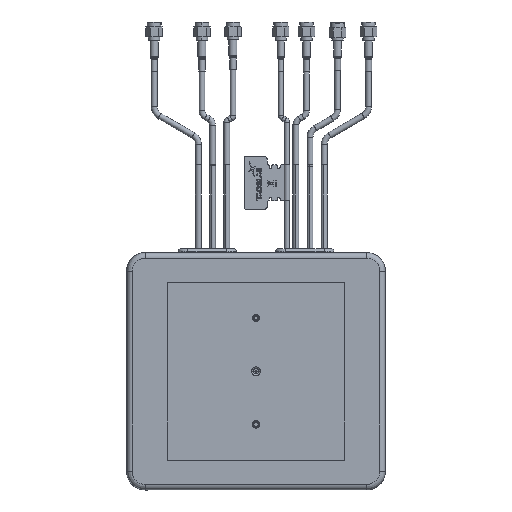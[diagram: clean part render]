
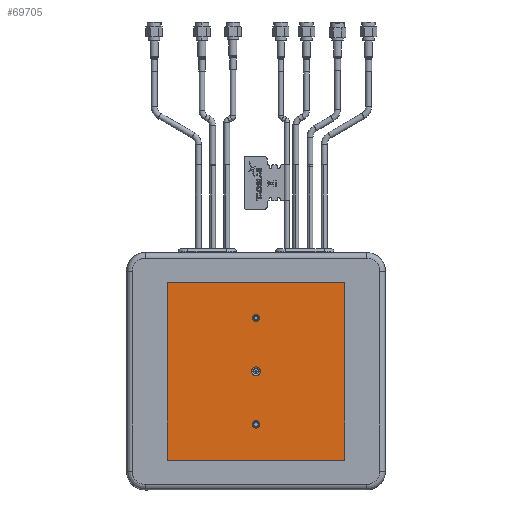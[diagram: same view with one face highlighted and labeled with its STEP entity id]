
A CAD part, front view. The second image highlights one B-rep face of the part: STEP entity #69705.
In plain terms, the highlighted planar face has unit normal (0, -1, 0).
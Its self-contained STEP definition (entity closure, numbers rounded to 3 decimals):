
#747 = FACE_BOUND ( 'NONE', #45885, .T. ) ;
#1608 = EDGE_LOOP ( 'NONE', ( #18677, #24803, #45681, #66995 ) ) ;
#4453 = EDGE_CURVE ( 'NONE', #54198, #5599, #14848, .T. ) ;
#5599 = VERTEX_POINT ( 'NONE', #10192 ) ;
#6263 = VERTEX_POINT ( 'NONE', #20338 ) ;
#6290 = CARTESIAN_POINT ( 'NONE',  ( -2.679, -11.132, 116.048 ) ) ;
#6431 = CARTESIAN_POINT ( 'NONE',  ( -2.679, -11.132, 176.048 ) ) ;
#7115 = DIRECTION ( 'NONE',  ( 0., -1., 0. ) ) ;
#8631 = ORIENTED_EDGE ( 'NONE', *, *, #20572, .F. ) ;
#10192 = CARTESIAN_POINT ( 'NONE',  ( -4.779, -11.132, 116.048 ) ) ;
#11073 = DIRECTION ( 'NONE',  ( 0., 0., 1. ) ) ;
#12064 = EDGE_CURVE ( 'NONE', #5599, #54198, #18367, .T. ) ;
#13184 = CARTESIAN_POINT ( 'NONE',  ( -0.579, -11.132, 116.048 ) ) ;
#13650 = CARTESIAN_POINT ( 'NONE',  ( 47.521, -11.132, 196.248 ) ) ;
#14848 = CIRCLE ( 'NONE', #52348, 2.1 ) ;
#15231 = CARTESIAN_POINT ( 'NONE',  ( 47.521, -11.132, 95.848 ) ) ;
#17204 = LINE ( 'NONE', #39291, #48407 ) ;
#17279 = DIRECTION ( 'NONE',  ( 1., 0., 0. ) ) ;
#18181 = VERTEX_POINT ( 'NONE', #57923 ) ;
#18314 = CIRCLE ( 'NONE', #49043, 2.5 ) ;
#18367 = CIRCLE ( 'NONE', #69533, 2.1 ) ;
#18674 = EDGE_LOOP ( 'NONE', ( #65615, #30825 ) ) ;
#18677 = ORIENTED_EDGE ( 'NONE', *, *, #31900, .T. ) ;
#19675 = VECTOR ( 'NONE', #11073, 1000. ) ;
#19756 = VECTOR ( 'NONE', #68098, 1000. ) ;
#20338 = CARTESIAN_POINT ( 'NONE',  ( -0.579, -11.132, 176.048 ) ) ;
#20358 = CARTESIAN_POINT ( 'NONE',  ( -52.879, -11.132, 196.248 ) ) ;
#20572 = EDGE_CURVE ( 'NONE', #20733, #6263, #66745, .T. ) ;
#20733 = VERTEX_POINT ( 'NONE', #23793 ) ;
#21025 = CARTESIAN_POINT ( 'NONE',  ( -5.179, -11.132, 146.048 ) ) ;
#22058 = CARTESIAN_POINT ( 'NONE',  ( 47.521, -11.132, 196.248 ) ) ;
#23645 = EDGE_LOOP ( 'NONE', ( #66665, #69617 ) ) ;
#23793 = CARTESIAN_POINT ( 'NONE',  ( -4.779, -11.132, 176.048 ) ) ;
#24803 = ORIENTED_EDGE ( 'NONE', *, *, #63372, .T. ) ;
#26993 = AXIS2_PLACEMENT_3D ( 'NONE', #50924, #56964, #51957 ) ;
#28289 = EDGE_CURVE ( 'NONE', #36634, #34972, #53776, .T. ) ;
#28413 = FACE_BOUND ( 'NONE', #18674, .T. ) ;
#30825 = ORIENTED_EDGE ( 'NONE', *, *, #12064, .F. ) ;
#31080 = DIRECTION ( 'NONE',  ( 0., -1., 0. ) ) ;
#31900 = EDGE_CURVE ( 'NONE', #52159, #40885, #17204, .T. ) ;
#32473 = CARTESIAN_POINT ( 'NONE',  ( -2.679, -11.132, 116.048 ) ) ;
#32745 = AXIS2_PLACEMENT_3D ( 'NONE', #46956, #68600, #36600 ) ;
#33271 = DIRECTION ( 'NONE',  ( 0., -1., 0. ) ) ;
#33409 = FACE_OUTER_BOUND ( 'NONE', #1608, .T. ) ;
#34972 = VERTEX_POINT ( 'NONE', #13650 ) ;
#35812 = VECTOR ( 'NONE', #63775, 1000. ) ;
#36600 = DIRECTION ( 'NONE',  ( 1., 0., 0. ) ) ;
#36634 = VERTEX_POINT ( 'NONE', #15231 ) ;
#39291 = CARTESIAN_POINT ( 'NONE',  ( -52.879, -11.132, 196.248 ) ) ;
#40005 = VERTEX_POINT ( 'NONE', #21025 ) ;
#40746 = LINE ( 'NONE', #57140, #19756 ) ;
#40885 = VERTEX_POINT ( 'NONE', #47140 ) ;
#41467 = CARTESIAN_POINT ( 'NONE',  ( -2.679, -11.132, 146.048 ) ) ;
#43139 = DIRECTION ( 'NONE',  ( 1., 0., 0. ) ) ;
#44277 = DIRECTION ( 'NONE',  ( 0., -1., 0. ) ) ;
#45220 = AXIS2_PLACEMENT_3D ( 'NONE', #6431, #7115, #66867 ) ;
#45556 = PLANE ( 'NONE',  #32745 ) ;
#45681 = ORIENTED_EDGE ( 'NONE', *, *, #28289, .T. ) ;
#45885 = EDGE_LOOP ( 'NONE', ( #69770, #8631 ) ) ;
#46180 = CARTESIAN_POINT ( 'NONE',  ( -52.879, -11.132, 196.248 ) ) ;
#46956 = CARTESIAN_POINT ( 'NONE',  ( -2.679, -11.132, 146.048 ) ) ;
#47140 = CARTESIAN_POINT ( 'NONE',  ( -52.879, -11.132, 95.848 ) ) ;
#47444 = LINE ( 'NONE', #20358, #35812 ) ;
#47506 = CIRCLE ( 'NONE', #26993, 2.1 ) ;
#48407 = VECTOR ( 'NONE', #60961, 1000. ) ;
#49043 = AXIS2_PLACEMENT_3D ( 'NONE', #41467, #31080, #57842 ) ;
#50882 = FACE_BOUND ( 'NONE', #23645, .T. ) ;
#50924 = CARTESIAN_POINT ( 'NONE',  ( -2.679, -11.132, 176.048 ) ) ;
#51957 = DIRECTION ( 'NONE',  ( 1., 0., 0. ) ) ;
#52159 = VERTEX_POINT ( 'NONE', #46180 ) ;
#52348 = AXIS2_PLACEMENT_3D ( 'NONE', #32473, #44277, #54235 ) ;
#53776 = LINE ( 'NONE', #22058, #19675 ) ;
#54198 = VERTEX_POINT ( 'NONE', #13184 ) ;
#54235 = DIRECTION ( 'NONE',  ( 1., 0., 0. ) ) ;
#54870 = EDGE_CURVE ( 'NONE', #40005, #18181, #59048, .T. ) ;
#56792 = AXIS2_PLACEMENT_3D ( 'NONE', #68091, #69792, #43139 ) ;
#56964 = DIRECTION ( 'NONE',  ( 0., -1., 0. ) ) ;
#57140 = CARTESIAN_POINT ( 'NONE',  ( -52.879, -11.132, 95.848 ) ) ;
#57842 = DIRECTION ( 'NONE',  ( 1., 0., 0. ) ) ;
#57923 = CARTESIAN_POINT ( 'NONE',  ( -0.179, -11.132, 146.048 ) ) ;
#57960 = EDGE_CURVE ( 'NONE', #18181, #40005, #18314, .T. ) ;
#59048 = CIRCLE ( 'NONE', #56792, 2.5 ) ;
#60961 = DIRECTION ( 'NONE',  ( 0., 0., -1. ) ) ;
#61329 = EDGE_CURVE ( 'NONE', #34972, #52159, #47444, .T. ) ;
#63372 = EDGE_CURVE ( 'NONE', #40885, #36634, #40746, .T. ) ;
#63775 = DIRECTION ( 'NONE',  ( -1., 0., 0. ) ) ;
#65615 = ORIENTED_EDGE ( 'NONE', *, *, #4453, .F. ) ;
#66665 = ORIENTED_EDGE ( 'NONE', *, *, #57960, .F. ) ;
#66745 = CIRCLE ( 'NONE', #45220, 2.1 ) ;
#66867 = DIRECTION ( 'NONE',  ( 1., 0., 0. ) ) ;
#66995 = ORIENTED_EDGE ( 'NONE', *, *, #61329, .T. ) ;
#67733 = EDGE_CURVE ( 'NONE', #6263, #20733, #47506, .T. ) ;
#68091 = CARTESIAN_POINT ( 'NONE',  ( -2.679, -11.132, 146.048 ) ) ;
#68098 = DIRECTION ( 'NONE',  ( 1., 0., 0. ) ) ;
#68600 = DIRECTION ( 'NONE',  ( 0., -1., 0. ) ) ;
#69533 = AXIS2_PLACEMENT_3D ( 'NONE', #6290, #33271, #17279 ) ;
#69617 = ORIENTED_EDGE ( 'NONE', *, *, #54870, .F. ) ;
#69705 = ADVANCED_FACE ( 'NONE', ( #50882, #747, #28413, #33409 ), #45556, .T. ) ;
#69770 = ORIENTED_EDGE ( 'NONE', *, *, #67733, .F. ) ;
#69792 = DIRECTION ( 'NONE',  ( 0., -1., 0. ) ) ;
